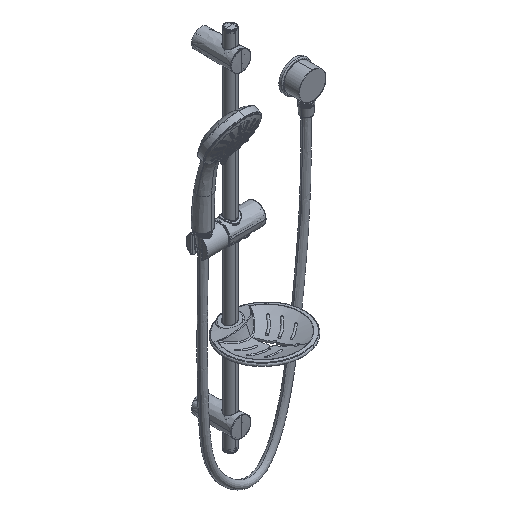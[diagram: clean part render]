
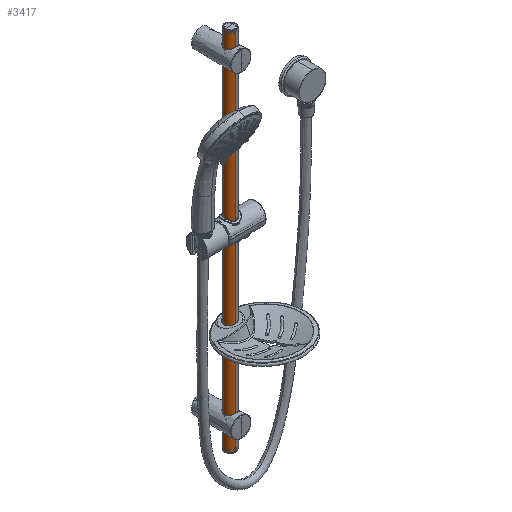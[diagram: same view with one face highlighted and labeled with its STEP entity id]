
A CAD part, isometric view. The second image highlights one B-rep face of the part: STEP entity #3417.
In plain terms, the highlighted cylindrical face has radius 10.3 mm (diameter 20.6 mm), a partial arc.
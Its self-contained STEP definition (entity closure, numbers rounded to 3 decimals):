
#3417=ADVANCED_FACE('',(#6587),#49770,.T.);
#6587=FACE_OUTER_BOUND('',#10123,.T.);
#10123=EDGE_LOOP('',(#22054,#22055,#22056,#22057));
#22054=ORIENTED_EDGE('',*,*,#32450,.T.);
#22055=ORIENTED_EDGE('',*,*,#32451,.T.);
#22056=ORIENTED_EDGE('',*,*,#32452,.T.);
#22057=ORIENTED_EDGE('',*,*,#32453,.T.);
#32450=EDGE_CURVE('',#46269,#46266,#41738,.T.);
#32451=EDGE_CURVE('',#46266,#46265,#41739,.T.);
#32452=EDGE_CURVE('',#46265,#46270,#41740,.T.);
#32453=EDGE_CURVE('',#46270,#46269,#41741,.T.);
#41738=(
BOUNDED_CURVE()
B_SPLINE_CURVE(1,(#219385,#219386),.UNSPECIFIED.,.F.,.F.)
B_SPLINE_CURVE_WITH_KNOTS((2,2),(3.301,69.32),
 .UNSPECIFIED.)
CURVE()
GEOMETRIC_REPRESENTATION_ITEM()
RATIONAL_B_SPLINE_CURVE((1.,1.))
REPRESENTATION_ITEM('')
);
#41739=(
BOUNDED_CURVE()
B_SPLINE_CURVE(2,(#219387,#219388,#219389,#219390,#219391),
 .UNSPECIFIED.,.F.,.F.)
B_SPLINE_CURVE_WITH_KNOTS((3,2,3),(0.,1.571,3.142),
 .UNSPECIFIED.)
CURVE()
GEOMETRIC_REPRESENTATION_ITEM()
RATIONAL_B_SPLINE_CURVE((1.,0.707,1.,0.707,1.))
REPRESENTATION_ITEM('')
);
#41740=(
BOUNDED_CURVE()
B_SPLINE_CURVE(1,(#219392,#219393),.UNSPECIFIED.,.F.,.F.)
B_SPLINE_CURVE_WITH_KNOTS((2,2),(-69.32,-3.301),
 .UNSPECIFIED.)
CURVE()
GEOMETRIC_REPRESENTATION_ITEM()
RATIONAL_B_SPLINE_CURVE((1.,1.))
REPRESENTATION_ITEM('')
);
#41741=(
BOUNDED_CURVE()
B_SPLINE_CURVE(2,(#219394,#219395,#219396,#219397,#219398),
 .UNSPECIFIED.,.F.,.F.)
B_SPLINE_CURVE_WITH_KNOTS((3,2,3),(-3.142,-1.571,0.),
 .UNSPECIFIED.)
CURVE()
GEOMETRIC_REPRESENTATION_ITEM()
RATIONAL_B_SPLINE_CURVE((1.,0.707,1.,0.707,1.))
REPRESENTATION_ITEM('')
);
#46265=VERTEX_POINT('',#219377);
#46266=VERTEX_POINT('',#219378);
#46269=VERTEX_POINT('',#219381);
#46270=VERTEX_POINT('',#219382);
#49770=CYLINDRICAL_SURFACE('',#51511,10.3);
#51511=AXIS2_PLACEMENT_3D('',#219372,#52703,$);
#52703=DIRECTION('',(0.,0.,-1.));
#219372=CARTESIAN_POINT('',(0.,-55.,-295.14));
#219377=CARTESIAN_POINT('',(0.,-44.7,44.86));
#219378=CARTESIAN_POINT('',(0.,-65.3,44.86));
#219381=CARTESIAN_POINT('',(0.,-65.3,-635.14));
#219382=CARTESIAN_POINT('',(0.,-44.7,-635.14));
#219385=CARTESIAN_POINT('',(0.,-65.3,-635.14));
#219386=CARTESIAN_POINT('',(0.,-65.3,44.86));
#219387=CARTESIAN_POINT('',(0.,-65.3,44.86));
#219388=CARTESIAN_POINT('',(-10.3,-65.3,44.86));
#219389=CARTESIAN_POINT('',(-10.3,-55.,44.86));
#219390=CARTESIAN_POINT('',(-10.3,-44.7,44.86));
#219391=CARTESIAN_POINT('',(0.,-44.7,44.86));
#219392=CARTESIAN_POINT('',(0.,-44.7,44.86));
#219393=CARTESIAN_POINT('',(0.,-44.7,-635.14));
#219394=CARTESIAN_POINT('',(0.,-44.7,-635.14));
#219395=CARTESIAN_POINT('',(-10.3,-44.7,-635.14));
#219396=CARTESIAN_POINT('',(-10.3,-55.,-635.14));
#219397=CARTESIAN_POINT('',(-10.3,-65.3,-635.14));
#219398=CARTESIAN_POINT('',(0.,-65.3,-635.14));
